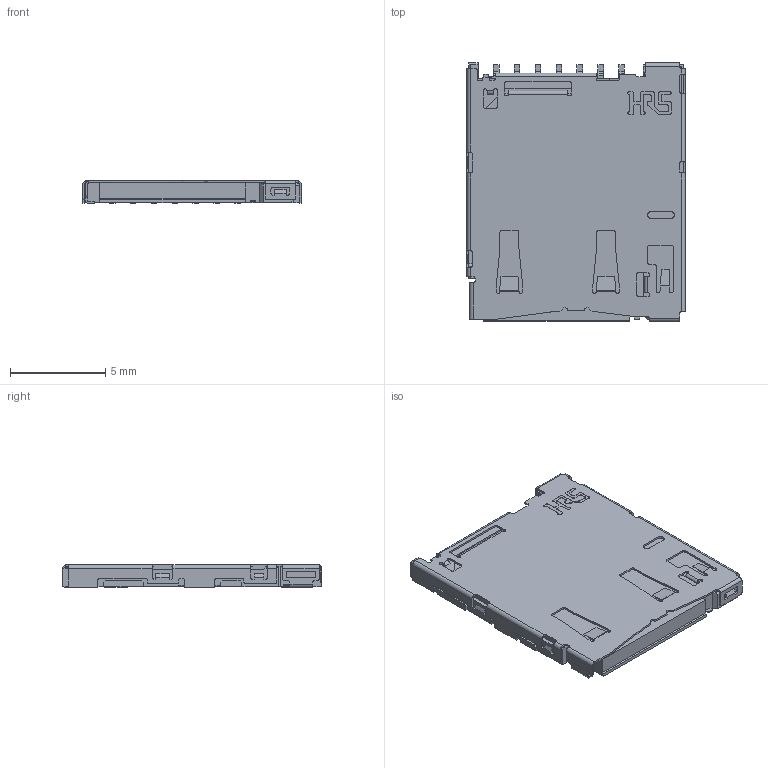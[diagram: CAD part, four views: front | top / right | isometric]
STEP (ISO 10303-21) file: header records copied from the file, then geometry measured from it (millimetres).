
FILE_DESCRIPTION(('Creo Elements/Direct Modeling STEP Export'),'2;1');
FILE_NAME('KP13B_160121.stp','2016-01-21T19:41:06',(''),(''),'Creo Elements/Direct Modeling STEP processor for AP214 (Solid Model)','Creo Elements/Direct Modeling 17.0C 05-Feb-2011 (C) Parametric Technology GmbH','');
FILE_SCHEMA(('AUTOMOTIVE_DESIGN { 1 0 10303 214 1 1 1 1 }'));
Length unit declared in the file: millimetre
Products named in the file (2): KP13B-SF-PEJ
Assembly tree (1 placements, depth 2):
  KP13B-SF-PEJ
    KP13B-SF-PEJ
Bounding box: 11.5 x 13.6 x 1.18 mm (x, y, z)
Volume: 163.3 mm3; surface area: 461.6 mm2
Topology: 1 solids, 2 shells, 707 faces, 2058 edges, 1345 vertices
Faces by surface type: plane 453, cylinder 230, bspline 24
Entity records: 31213 total; most frequent: CARTESIAN_POINT 12660, ORIENTED_EDGE 4116, DIRECTION 3618, EDGE_CURVE 2058, VECTOR 1454, LINE 1454, VERTEX_POINT 1345, AXIS2_PLACEMENT_3D 1082
